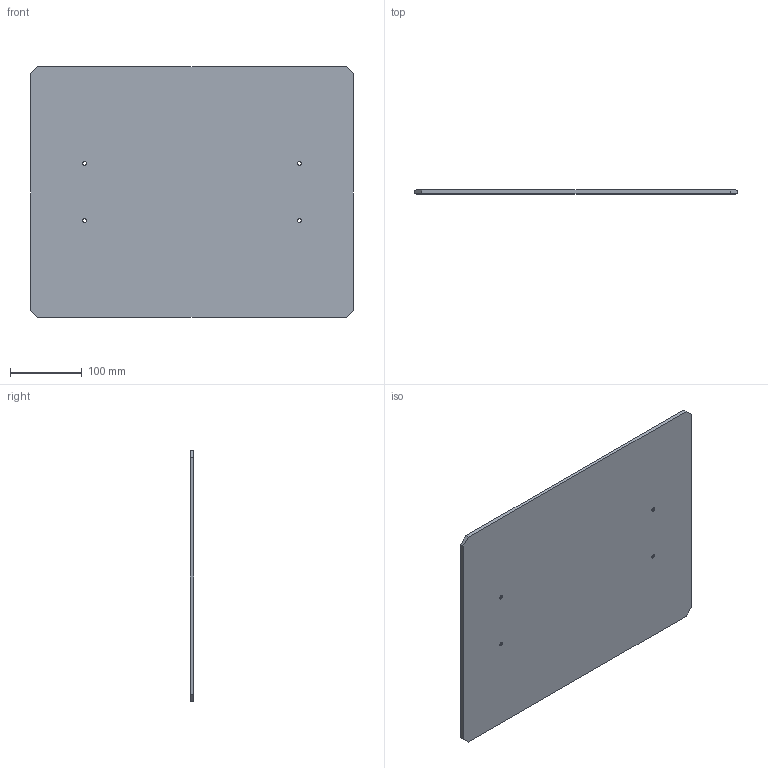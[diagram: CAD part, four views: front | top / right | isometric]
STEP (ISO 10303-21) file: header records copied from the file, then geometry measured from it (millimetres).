
FILE_DESCRIPTION (( 'STEP AP214' ), '1' );
FILE_NAME ('plaque support presse.STEP', '2021-09-07T08:58:54', ( '' ), ( '' ), 'SwSTEP 2.0', 'SolidWorks 2020', '' );
FILE_SCHEMA (( 'AUTOMOTIVE_DESIGN' ));
Length unit declared in the file: millimetre
Products named in the file (1): plaque support presse
Bounding box: 450 x 5 x 350 mm (x, y, z)
Volume: 785647.2 mm3; surface area: 322565.2 mm2
Topology: 1 solids, 1 shells, 26 faces, 64 edges, 40 vertices
Faces by surface type: plane 10, cone 8, cylinder 8
Entity records: 818 total; most frequent: DIRECTION 142, CARTESIAN_POINT 131, ORIENTED_EDGE 128, EDGE_CURVE 64, AXIS2_PLACEMENT_3D 51, VECTOR 40, VERTEX_POINT 40, LINE 40
